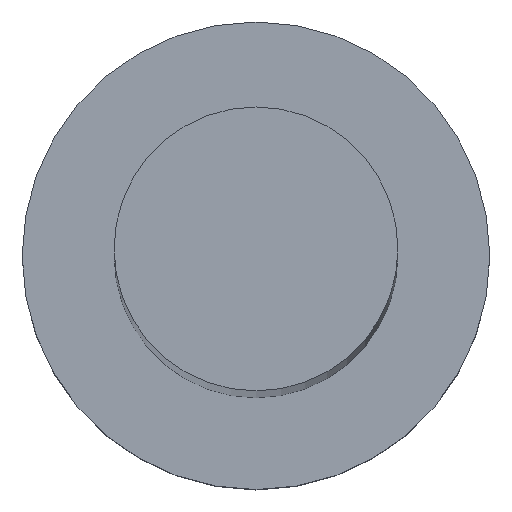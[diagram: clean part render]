
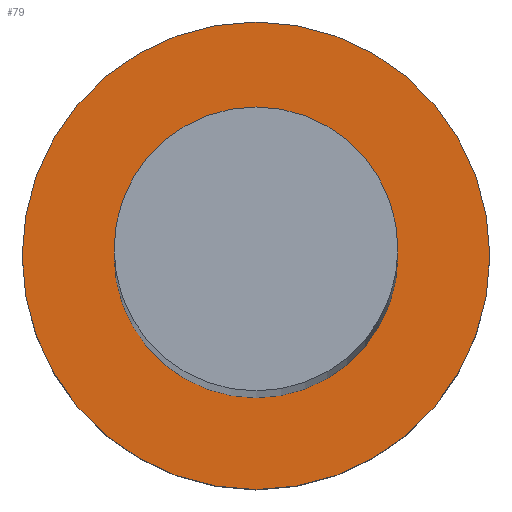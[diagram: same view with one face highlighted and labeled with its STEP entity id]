
A CAD part, top view. The second image highlights one B-rep face of the part: STEP entity #79.
In plain terms, the highlighted planar face has unit normal (0, 0, 1).
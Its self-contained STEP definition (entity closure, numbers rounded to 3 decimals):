
#17 = VERTEX_POINT ( 'NONE', #240 ) ;
#30 = DIRECTION ( 'NONE',  ( 1., 0., 0. ) ) ;
#31 = CIRCLE ( 'NONE', #207, 7. ) ;
#33 = DIRECTION ( 'NONE',  ( 0., 0., 1. ) ) ;
#56 = AXIS2_PLACEMENT_3D ( 'NONE', #251, #80, #59 ) ;
#59 = DIRECTION ( 'NONE',  ( 1., 0., 0. ) ) ;
#63 = ORIENTED_EDGE ( 'NONE', *, *, #245, .F. ) ;
#70 = CIRCLE ( 'NONE', #197, 4.25 ) ;
#72 = FACE_BOUND ( 'NONE', #122, .T. ) ;
#79 = ADVANCED_FACE ( 'NONE', ( #72, #150 ), #131, .T. ) ;
#80 = DIRECTION ( 'NONE',  ( 0., 0., 1. ) ) ;
#81 = VERTEX_POINT ( 'NONE', #94 ) ;
#82 = CARTESIAN_POINT ( 'NONE',  ( 7., 0., 6.5 ) ) ;
#94 = CARTESIAN_POINT ( 'NONE',  ( -4.25, 0., 6.5 ) ) ;
#95 = DIRECTION ( 'NONE',  ( 0., 0., 1. ) ) ;
#106 = EDGE_CURVE ( 'NONE', #17, #182, #191, .T. ) ;
#110 = EDGE_CURVE ( 'NONE', #81, #217, #70, .T. ) ;
#116 = DIRECTION ( 'NONE',  ( 1., 0., 0. ) ) ;
#119 = DIRECTION ( 'NONE',  ( 1., 0., 0. ) ) ;
#122 = EDGE_LOOP ( 'NONE', ( #155, #63 ) ) ;
#131 = PLANE ( 'NONE',  #149 ) ;
#133 = DIRECTION ( 'NONE',  ( 0., 0., 1. ) ) ;
#134 = DIRECTION ( 'NONE',  ( 1., 0., 0. ) ) ;
#135 = CARTESIAN_POINT ( 'NONE',  ( 0., 0., 6.5 ) ) ;
#149 = AXIS2_PLACEMENT_3D ( 'NONE', #135, #133, #30 ) ;
#150 = FACE_OUTER_BOUND ( 'NONE', #158, .T. ) ;
#153 = CARTESIAN_POINT ( 'NONE',  ( 0., 0., 6.5 ) ) ;
#155 = ORIENTED_EDGE ( 'NONE', *, *, #110, .F. ) ;
#158 = EDGE_LOOP ( 'NONE', ( #226, #178 ) ) ;
#168 = EDGE_CURVE ( 'NONE', #182, #17, #31, .T. ) ;
#174 = CARTESIAN_POINT ( 'NONE',  ( 0., 0., 6.5 ) ) ;
#176 = CARTESIAN_POINT ( 'NONE',  ( 4.25, 0., 6.5 ) ) ;
#178 = ORIENTED_EDGE ( 'NONE', *, *, #168, .T. ) ;
#181 = CIRCLE ( 'NONE', #56, 4.25 ) ;
#182 = VERTEX_POINT ( 'NONE', #82 ) ;
#191 = CIRCLE ( 'NONE', #202, 7. ) ;
#197 = AXIS2_PLACEMENT_3D ( 'NONE', #153, #33, #116 ) ;
#202 = AXIS2_PLACEMENT_3D ( 'NONE', #205, #95, #134 ) ;
#205 = CARTESIAN_POINT ( 'NONE',  ( 0., 0., 6.5 ) ) ;
#207 = AXIS2_PLACEMENT_3D ( 'NONE', #174, #249, #119 ) ;
#217 = VERTEX_POINT ( 'NONE', #176 ) ;
#226 = ORIENTED_EDGE ( 'NONE', *, *, #106, .T. ) ;
#240 = CARTESIAN_POINT ( 'NONE',  ( -7., 0., 6.5 ) ) ;
#245 = EDGE_CURVE ( 'NONE', #217, #81, #181, .T. ) ;
#249 = DIRECTION ( 'NONE',  ( 0., 0., 1. ) ) ;
#251 = CARTESIAN_POINT ( 'NONE',  ( 0., 0., 6.5 ) ) ;
